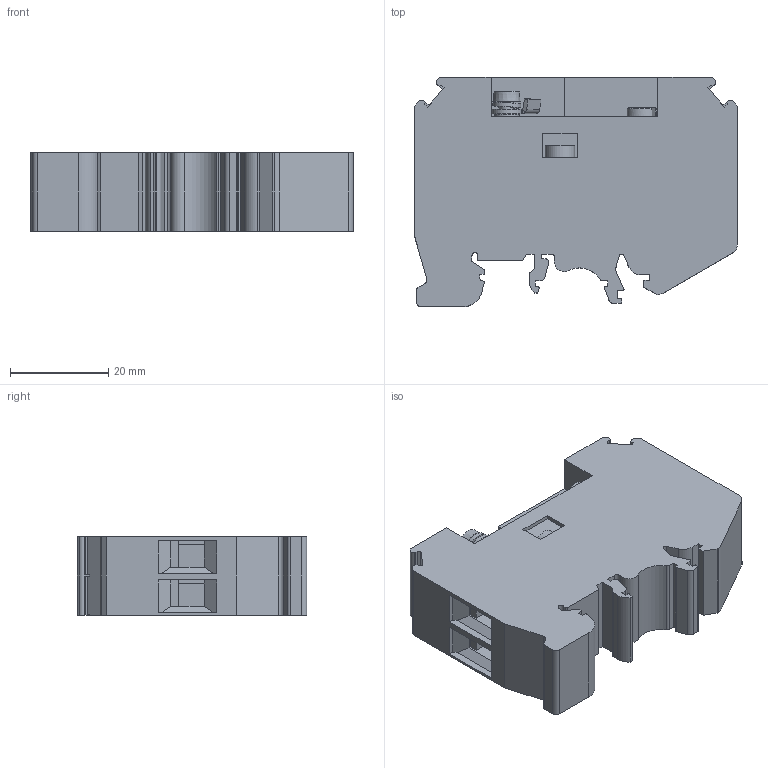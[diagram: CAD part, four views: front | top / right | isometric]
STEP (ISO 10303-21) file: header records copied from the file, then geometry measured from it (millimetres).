
FILE_DESCRIPTION(/* description */ ('Unknown'),/* implementation_level */ '2;1');
FILE_NAME(/* name */ 'KUTSD6-2W_GY_3D',/* time_stamp */ '2019-10-23T15:18:10+06:00',/* author */ ('Unknown'),/* organization */ ('Unknown'),/* preprocessor_version */ 'ST-DEVELOPER v16.7',/* originating_system */ 'DEX',/* authorisation */ $);
FILE_SCHEMA (('AUTOMOTIVE_DESIGN {1 0 10303 214 3 1 1}'));
Length unit declared in the file: millimetre
Products named in the file (1): KUTSD6-2W
Bounding box: 65.8 x 46.75 x 16 mm (x, y, z)
Volume: 34604.6 mm3; surface area: 13222.1 mm2
Topology: 1 solids, 1 shells, 346 faces, 949 edges, 631 vertices
Faces by surface type: plane 251, cylinder 68, cone 20, torus 4, bspline 3
Full cylindrical faces by diameter (mm): 2.65 x2, 2.75 x2, 3 x3, 3.2 x1, 4 x2, 5 x4, 5.3 x4, 6 x4
Entity records: 13183 total; most frequent: CARTESIAN_POINT 2128, ORIENTED_EDGE 1796, DIRECTION 1717, EDGE_CURVE 898, LINE 655, VECTOR 655, VERTEX_POINT 610, AXIS2_PLACEMENT_3D 531
